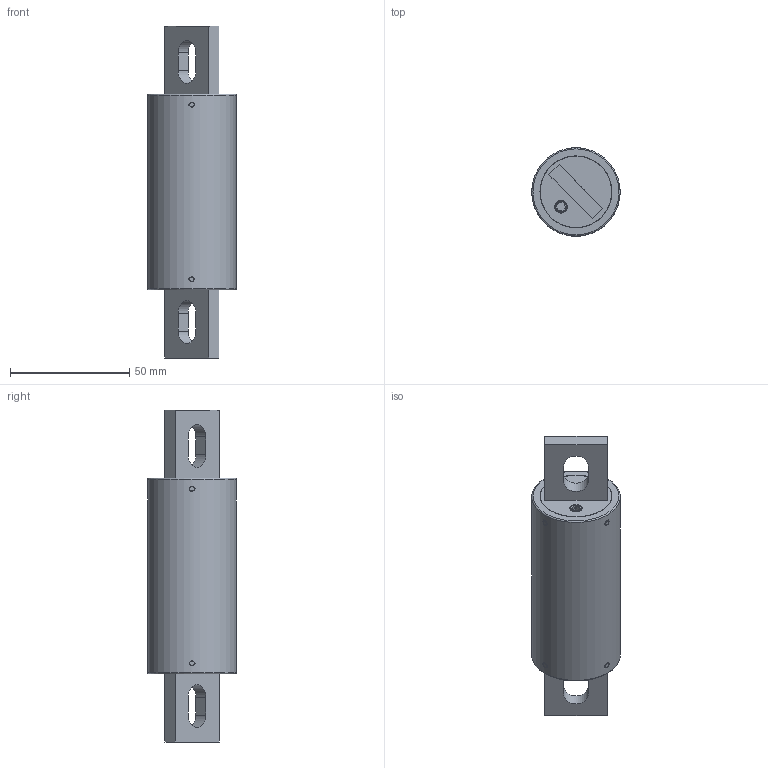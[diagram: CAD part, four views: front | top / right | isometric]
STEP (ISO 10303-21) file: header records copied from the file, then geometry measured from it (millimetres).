
FILE_DESCRIPTION(/* description */ (''),/* implementation_level */ '2;1');
FILE_NAME(/* name */ 'RS38MH-300.stp',/* time_stamp */ '2023-04-07T14:53:43+08:00',/* author */ (''),/* organization */ (''),/* preprocessor_version */ 'ST-DEVELOPER v16',/* originating_system */ 'SIEMENS PLM Software NX 10.0',/* authorisation */ '');
FILE_SCHEMA (('CONFIG_CONTROL_DESIGN'));
Products named in the file (1): RS38MH
Bounding box: 37.05 x 37.02 x 139 mm (x, y, z)
Volume: 49449.3 mm3; surface area: 27547.2 mm2
Topology: 13 solids, 13 shells, 1858 faces, 5472 edges, 3648 vertices
Faces by surface type: plane 1794, cylinder 28, cone 12, torus 12, bspline 8, extrusion 4
Full cylindrical faces by diameter (mm): 1.9 x2, 2.1 x2, 2.5 x8, 29.9 x2, 30.1 x1, 37 x1
Entity records: 73498 total; most frequent: CARTESIAN_POINT 23139, ORIENTED_EDGE 10784, DIRECTION 10268, EDGE_CURVE 5392, VECTOR 4122, LINE 4118, VERTEX_POINT 3616, AXIS2_PLACEMENT_3D 3073
